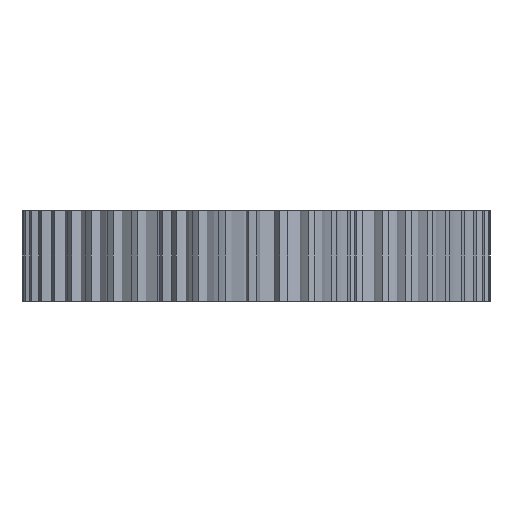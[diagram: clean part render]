
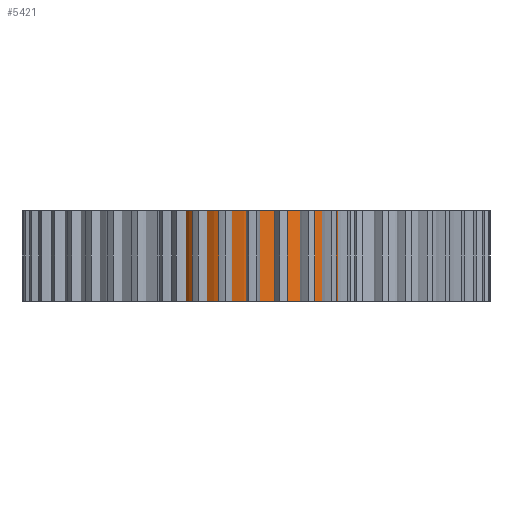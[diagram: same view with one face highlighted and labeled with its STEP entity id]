
A CAD part, left-side view. The second image highlights one B-rep face of the part: STEP entity #5421.
In plain terms, the highlighted cylindrical face has radius 20 mm (diameter 40 mm), a full revolution.
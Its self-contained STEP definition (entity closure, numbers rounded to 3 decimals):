
#49=FACE_BOUND('',#637,.T.);
#349=FACE_OUTER_BOUND('',#636,.T.);
#636=EDGE_LOOP('',(#4852));
#637=EDGE_LOOP('',(#4853));
#1760=CIRCLE('',#6340,20.);
#1761=CIRCLE('',#6341,20.);
#2324=VERTEX_POINT('',#10048);
#2325=VERTEX_POINT('',#10050);
#3168=EDGE_CURVE('',#2324,#2324,#1760,.T.);
#3169=EDGE_CURVE('',#2325,#2325,#1761,.T.);
#4852=ORIENTED_EDGE('',*,*,#3168,.T.);
#4853=ORIENTED_EDGE('',*,*,#3169,.T.);
#5135=CYLINDRICAL_SURFACE('',#6339,20.);
#5421=ADVANCED_FACE('',(#349,#49),#5135,.F.);
#6339=AXIS2_PLACEMENT_3D('',#10047,#8334,#8335);
#6340=AXIS2_PLACEMENT_3D('',#10049,#8336,#8337);
#6341=AXIS2_PLACEMENT_3D('',#10051,#8338,#8339);
#8334=DIRECTION('center_axis',(0.,0.,1.));
#8335=DIRECTION('ref_axis',(-1.,0.,0.));
#8336=DIRECTION('center_axis',(0.,0.,1.));
#8337=DIRECTION('ref_axis',(-1.,0.,0.));
#8338=DIRECTION('center_axis',(0.,0.,-1.));
#8339=DIRECTION('ref_axis',(-1.,0.,0.));
#10047=CARTESIAN_POINT('Origin',(0.,0.,0.));
#10048=CARTESIAN_POINT('',(20.,0.,20.));
#10049=CARTESIAN_POINT('Origin',(0.,0.,20.));
#10050=CARTESIAN_POINT('',(-20.,0.,0.));
#10051=CARTESIAN_POINT('Origin',(0.,0.,0.));
